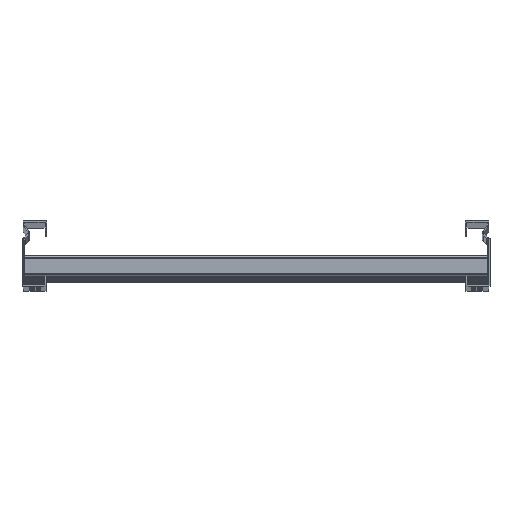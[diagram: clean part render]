
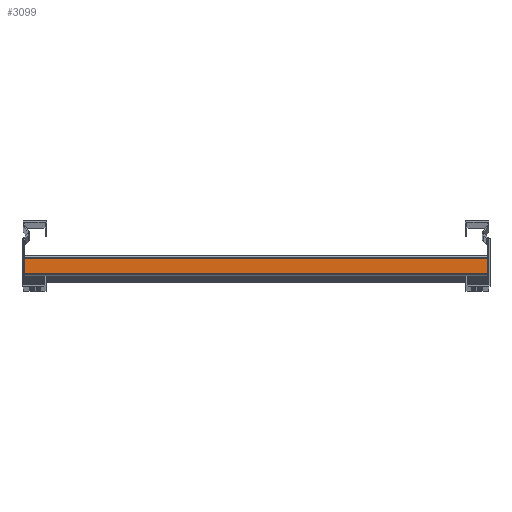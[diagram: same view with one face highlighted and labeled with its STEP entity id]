
A CAD part, top view. The second image highlights one B-rep face of the part: STEP entity #3099.
In plain terms, the highlighted face is planar.
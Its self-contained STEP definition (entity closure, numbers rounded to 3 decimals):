
#74 = EDGE_CURVE ( 'NONE', #1040, #1203, #8256, .T. ) ;
#261 = VERTEX_POINT ( 'NONE', #5230 ) ;
#552 = CARTESIAN_POINT ( 'NONE',  ( 18., 18., 199. ) ) ;
#581 = DIRECTION ( 'NONE',  ( 0., 0., -1. ) ) ;
#969 = DIRECTION ( 'NONE',  ( 0., -1., 0. ) ) ;
#1040 = VERTEX_POINT ( 'NONE', #4670 ) ;
#1047 = VECTOR ( 'NONE', #969, 1000. ) ;
#1203 = VERTEX_POINT ( 'NONE', #6393 ) ;
#1666 = ORIENTED_EDGE ( 'NONE', *, *, #4324, .T. ) ;
#2089 = ORIENTED_EDGE ( 'NONE', *, *, #7242, .F. ) ;
#2588 = CARTESIAN_POINT ( 'NONE',  ( 18., 18., -199. ) ) ;
#2871 = ORIENTED_EDGE ( 'NONE', *, *, #4689, .F. ) ;
#3099 = ADVANCED_FACE ( 'NONE', ( #8540 ), #6903, .T. ) ;
#3325 = VECTOR ( 'NONE', #5770, 1000. ) ;
#3401 = LINE ( 'NONE', #2588, #1047 ) ;
#3585 = LINE ( 'NONE', #7259, #8033 ) ;
#4324 = EDGE_CURVE ( 'NONE', #8825, #1040, #3585, .T. ) ;
#4670 = CARTESIAN_POINT ( 'NONE',  ( 18., 2.5, 199. ) ) ;
#4689 = EDGE_CURVE ( 'NONE', #8825, #261, #10007, .T. ) ;
#4959 = DIRECTION ( 'NONE',  ( 0., 0., -1. ) ) ;
#5230 = CARTESIAN_POINT ( 'NONE',  ( 18., 15.5, -199. ) ) ;
#5335 = EDGE_LOOP ( 'NONE', ( #2089, #2871, #1666, #7482 ) ) ;
#5770 = DIRECTION ( 'NONE',  ( 0., 0., -1. ) ) ;
#6393 = CARTESIAN_POINT ( 'NONE',  ( 18., 2.5, -199. ) ) ;
#6459 = DIRECTION ( 'NONE',  ( 0., -1., 0. ) ) ;
#6903 = PLANE ( 'NONE',  #7265 ) ;
#6934 = DIRECTION ( 'NONE',  ( 1., 0., 0. ) ) ;
#7242 = EDGE_CURVE ( 'NONE', #261, #1203, #3401, .T. ) ;
#7259 = CARTESIAN_POINT ( 'NONE',  ( 18., 18., 199. ) ) ;
#7265 = AXIS2_PLACEMENT_3D ( 'NONE', #552, #6934, #581 ) ;
#7482 = ORIENTED_EDGE ( 'NONE', *, *, #74, .T. ) ;
#8033 = VECTOR ( 'NONE', #6459, 1000. ) ;
#8042 = CARTESIAN_POINT ( 'NONE',  ( 18., 15.5, 199. ) ) ;
#8256 = LINE ( 'NONE', #9751, #10108 ) ;
#8257 = CARTESIAN_POINT ( 'NONE',  ( 18., 15.5, 199. ) ) ;
#8540 = FACE_OUTER_BOUND ( 'NONE', #5335, .T. ) ;
#8825 = VERTEX_POINT ( 'NONE', #8257 ) ;
#9751 = CARTESIAN_POINT ( 'NONE',  ( 18., 2.5, 199. ) ) ;
#10007 = LINE ( 'NONE', #8042, #3325 ) ;
#10108 = VECTOR ( 'NONE', #4959, 1000. ) ;
